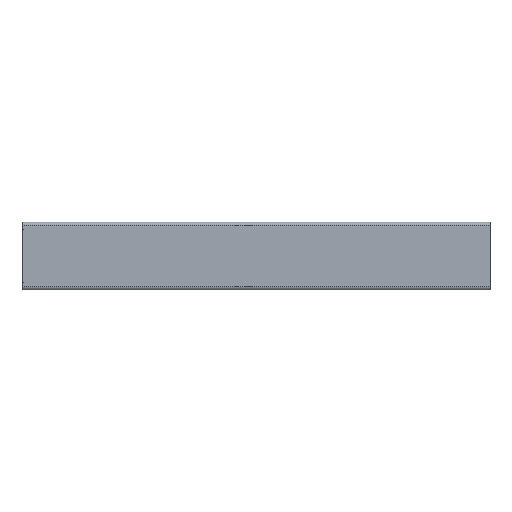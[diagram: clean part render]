
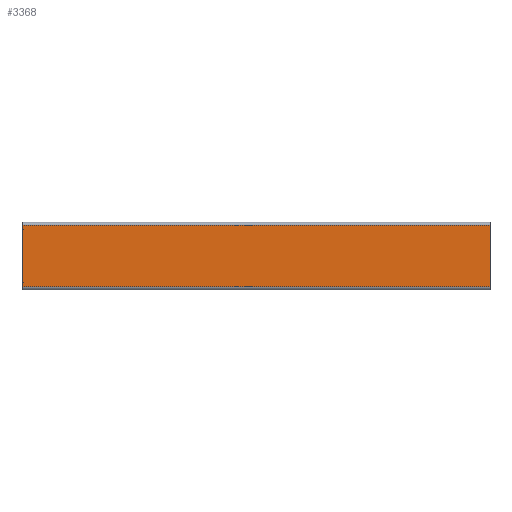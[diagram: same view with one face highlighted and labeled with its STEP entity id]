
A CAD part, front view. The second image highlights one B-rep face of the part: STEP entity #3368.
In plain terms, the highlighted planar face has unit normal (0, -1, 0).
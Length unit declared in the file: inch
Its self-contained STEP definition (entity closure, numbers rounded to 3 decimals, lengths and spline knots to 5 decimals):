
#22=LINE('',#5516,#74);
#23=LINE('',#5518,#75);
#24=LINE('',#5520,#76);
#25=LINE('',#5522,#77);
#26=LINE('',#5524,#78);
#27=LINE('',#5528,#79);
#74=VECTOR('',#4691,0.15);
#75=VECTOR('',#4692,23.);
#76=VECTOR('',#4693,3.02);
#77=VECTOR('',#4694,23.);
#78=VECTOR('',#4695,0.15);
#79=VECTOR('',#4698,2.52);
#121=PLANE('',#3812);
#693=FACE_OUTER_BOUND('',#995,.T.);
#995=EDGE_LOOP('',(#2524,#2525,#2526,#2527,#2528,#2529,#2530,#2531));
#1574=CIRCLE('',#3813,0.05);
#1575=CIRCLE('',#3814,0.05);
#1868=VERTEX_POINT('',#5514);
#1869=VERTEX_POINT('',#5515);
#1870=VERTEX_POINT('',#5517);
#1871=VERTEX_POINT('',#5519);
#1872=VERTEX_POINT('',#5521);
#1873=VERTEX_POINT('',#5523);
#1874=VERTEX_POINT('',#5525);
#1875=VERTEX_POINT('',#5527);
#2184=EDGE_CURVE('',#1868,#1869,#22,.T.);
#2185=EDGE_CURVE('',#1868,#1870,#23,.T.);
#2186=EDGE_CURVE('',#1871,#1870,#24,.T.);
#2187=EDGE_CURVE('',#1871,#1872,#25,.T.);
#2188=EDGE_CURVE('',#1873,#1872,#26,.T.);
#2189=EDGE_CURVE('',#1873,#1874,#1574,.T.);
#2190=EDGE_CURVE('',#1875,#1874,#27,.T.);
#2191=EDGE_CURVE('',#1875,#1869,#1575,.T.);
#2524=ORIENTED_EDGE('',*,*,#2184,.F.);
#2525=ORIENTED_EDGE('',*,*,#2185,.T.);
#2526=ORIENTED_EDGE('',*,*,#2186,.F.);
#2527=ORIENTED_EDGE('',*,*,#2187,.T.);
#2528=ORIENTED_EDGE('',*,*,#2188,.F.);
#2529=ORIENTED_EDGE('',*,*,#2189,.T.);
#2530=ORIENTED_EDGE('',*,*,#2190,.F.);
#2531=ORIENTED_EDGE('',*,*,#2191,.T.);
#3368=ADVANCED_FACE('',(#693),#121,.T.);
#3812=AXIS2_PLACEMENT_3D('',#5513,#4689,#4690);
#3813=AXIS2_PLACEMENT_3D('',#5526,#4696,#4697);
#3814=AXIS2_PLACEMENT_3D('',#5529,#4699,#4700);
#4689=DIRECTION('center_axis',(0.,-1.,0.));
#4690=DIRECTION('ref_axis',(0.,0.,-1.));
#4691=DIRECTION('',(0.,0.,1.));
#4692=DIRECTION('',(1.,0.,0.));
#4693=DIRECTION('',(0.,0.,-1.));
#4694=DIRECTION('',(-1.,0.,0.));
#4695=DIRECTION('',(0.,0.,1.));
#4696=DIRECTION('center_axis',(0.,1.,0.));
#4697=DIRECTION('ref_axis',(0.,0.,1.));
#4698=DIRECTION('',(0.,0.,1.));
#4699=DIRECTION('center_axis',(0.,1.,0.));
#4700=DIRECTION('ref_axis',(0.,0.,1.));
#5513=CARTESIAN_POINT('Origin',(-11.78354,0.90124,2.52573));
#5514=CARTESIAN_POINT('',(-3.78354,0.90124,2.55573));
#5515=CARTESIAN_POINT('',(-3.78354,0.90124,2.70573));
#5516=CARTESIAN_POINT('',(-3.78354,0.90124,5.73073));
#5517=CARTESIAN_POINT('',(19.21646,0.90124,2.55573));
#5518=CARTESIAN_POINT('',(-11.78354,0.90124,2.55573));
#5519=CARTESIAN_POINT('',(19.21646,0.90124,5.57573));
#5520=CARTESIAN_POINT('',(19.21646,0.90124,2.52573));
#5521=CARTESIAN_POINT('',(-3.78354,0.90124,5.57573));
#5522=CARTESIAN_POINT('',(19.21646,0.90124,5.57573));
#5523=CARTESIAN_POINT('',(-3.78354,0.90124,5.42573));
#5524=CARTESIAN_POINT('',(-3.78354,0.90124,5.73073));
#5525=CARTESIAN_POINT('',(-3.78354,0.90124,5.32573));
#5526=CARTESIAN_POINT('Origin',(-3.78354,0.90124,5.37573));
#5527=CARTESIAN_POINT('',(-3.78354,0.90124,2.80573));
#5528=CARTESIAN_POINT('',(-3.78354,0.90124,5.73073));
#5529=CARTESIAN_POINT('Origin',(-3.78354,0.90124,2.75573));
